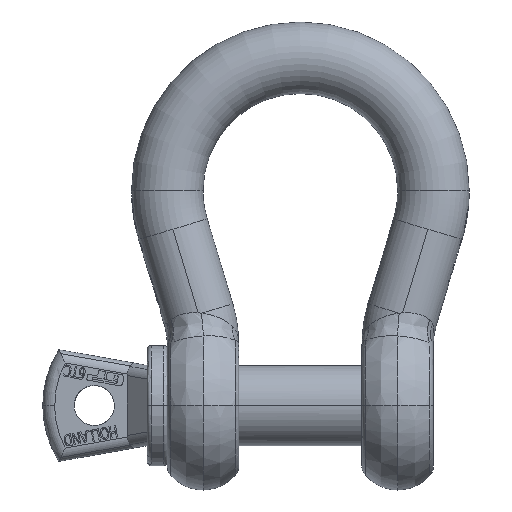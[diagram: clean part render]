
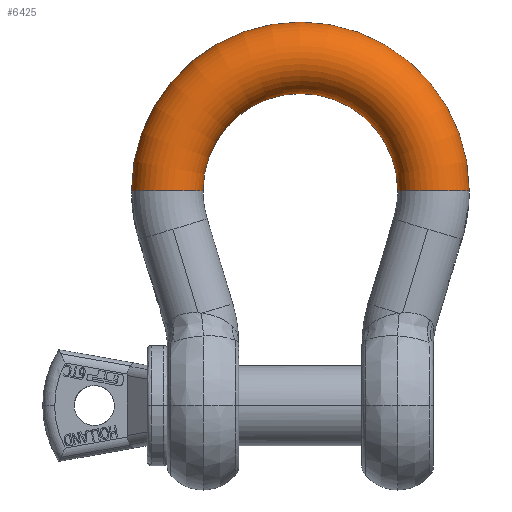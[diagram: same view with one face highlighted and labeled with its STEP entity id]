
A CAD part, top view. The second image highlights one B-rep face of the part: STEP entity #6425.
In plain terms, the highlighted toroidal (fillet/blend) face has major radius 46.5 mm and minor radius 12.5 mm.
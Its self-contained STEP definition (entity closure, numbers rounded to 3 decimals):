
#3500=AXIS2_PLACEMENT_3D('Circle Axis2P3D',#3498,#3499,$) ;
#6398=AXIS2_PLACEMENT_3D('Torus Axis2P3D',#6395,#6396,#6397) ;
#6402=AXIS2_PLACEMENT_3D('Circle Axis2P3D',#6400,#6401,$) ;
#6409=AXIS2_PLACEMENT_3D('Circle Axis2P3D',#6407,#6408,$) ;
#6416=AXIS2_PLACEMENT_3D('Circle Axis2P3D',#6414,#6415,$) ;
#3495=CARTESIAN_POINT('Vertex',(59.,75.,0.)) ;
#3498=CARTESIAN_POINT('Axis2P3D Location',(46.5,75.,0.)) ;
#3502=CARTESIAN_POINT('Vertex',(34.,75.,0.)) ;
#6395=CARTESIAN_POINT('Axis2P3D Location',(0.,75.,0.)) ;
#6400=CARTESIAN_POINT('Axis2P3D Location',(0.,75.,0.)) ;
#6404=CARTESIAN_POINT('Vertex',(-34.,75.,0.)) ;
#6407=CARTESIAN_POINT('Axis2P3D Location',(0.,75.,0.)) ;
#6411=CARTESIAN_POINT('Vertex',(-59.,75.,0.)) ;
#6414=CARTESIAN_POINT('Axis2P3D Location',(-46.5,75.,0.)) ;
#3499=DIRECTION('Axis2P3D Direction',(0.,1.,0.)) ;
#6396=DIRECTION('Axis2P3D Direction',(0.,0.,-1.)) ;
#6397=DIRECTION('Axis2P3D XDirection',(-1.,0.,0.)) ;
#6401=DIRECTION('Axis2P3D Direction',(0.,0.,-1.)) ;
#6408=DIRECTION('Axis2P3D Direction',(0.,0.,-1.)) ;
#6415=DIRECTION('Axis2P3D Direction',(0.,-1.,0.)) ;
#6420=ORIENTED_EDGE('',*,*,#6406,.F.) ;
#6421=ORIENTED_EDGE('',*,*,#3504,.T.) ;
#6422=ORIENTED_EDGE('',*,*,#6413,.F.) ;
#6423=ORIENTED_EDGE('',*,*,#6418,.T.) ;
#6425=ADVANCED_FACE('',(#6424),#6399,.T.) ;
#3501=CIRCLE('generated circle',#3500,12.5) ;
#6403=CIRCLE('generated circle',#6402,34.) ;
#6410=CIRCLE('generated circle',#6409,59.) ;
#6417=CIRCLE('generated circle',#6416,12.5) ;
#6399=TOROIDAL_SURFACE('homeo Torus',#6398,46.5,12.5) ;
#3504=EDGE_CURVE('',#3503,#3496,#3501,.T.) ;
#6406=EDGE_CURVE('',#3503,#6405,#6403,.F.) ;
#6413=EDGE_CURVE('',#6412,#3496,#6410,.T.) ;
#6418=EDGE_CURVE('',#6412,#6405,#6417,.F.) ;
#6419=EDGE_LOOP('',(#6420,#6421,#6422,#6423)) ;
#6424=FACE_OUTER_BOUND('',#6419,.T.) ;
#3496=VERTEX_POINT('',#3495) ;
#3503=VERTEX_POINT('',#3502) ;
#6405=VERTEX_POINT('',#6404) ;
#6412=VERTEX_POINT('',#6411) ;
